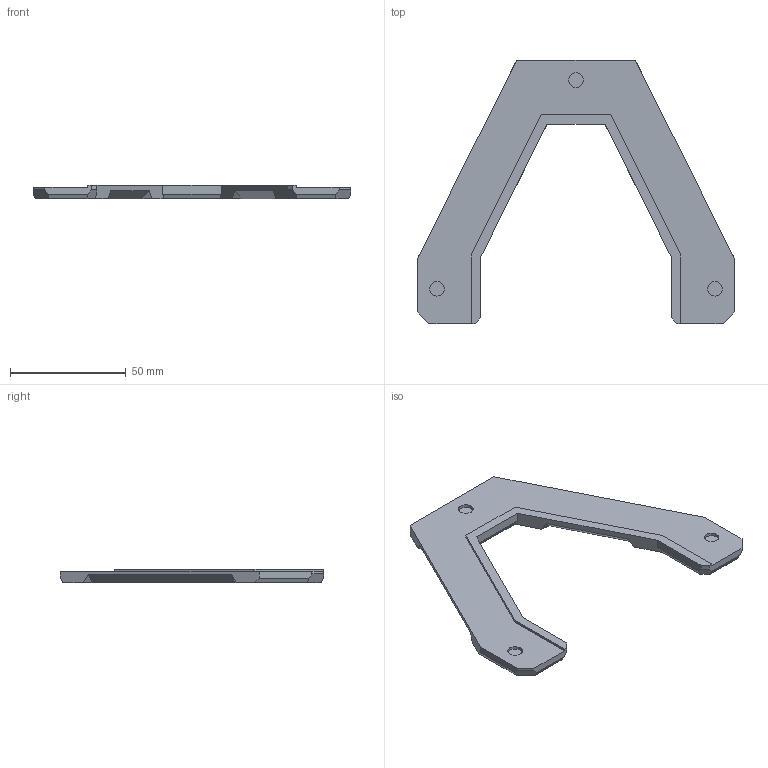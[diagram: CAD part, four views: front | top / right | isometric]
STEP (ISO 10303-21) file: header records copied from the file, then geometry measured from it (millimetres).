
FILE_DESCRIPTION(/* description */ (''),/* implementation_level */ '2;1');
FILE_NAME(/* name */ 'enclosure2_t-plate_trim_5mm.step',/* time_stamp */ '2022-09-15T14:56:02+01:00',/* author */ (''),/* organization */ (''),/* preprocessor_version */ 'ST-DEVELOPER v19',/* originating_system */ 'Autodesk Translation Framework v11.7.0.108',/* authorisation */ '');
FILE_SCHEMA (('AUTOMOTIVE_DESIGN { 1 0 10303 214 3 1 1 }'));
Length unit declared in the file: millimetre
Products named in the file (1): enclosure2_t-plate_trim_5mm
Bounding box: 137 x 113.5 x 6 mm (x, y, z)
Volume: 30023.8 mm3; surface area: 15760.2 mm2
Topology: 1 solids, 1 shells, 79 faces, 210 edges, 139 vertices
Faces by surface type: plane 70, cylinder 6, cone 3
Full cylindrical faces by diameter (mm): 6.3 x3, 11 x3
Entity records: 2448 total; most frequent: CARTESIAN_POINT 429, ORIENTED_EDGE 420, DIRECTION 385, EDGE_CURVE 210, LINE 195, VECTOR 195, VERTEX_POINT 139, AXIS2_PLACEMENT_3D 95
